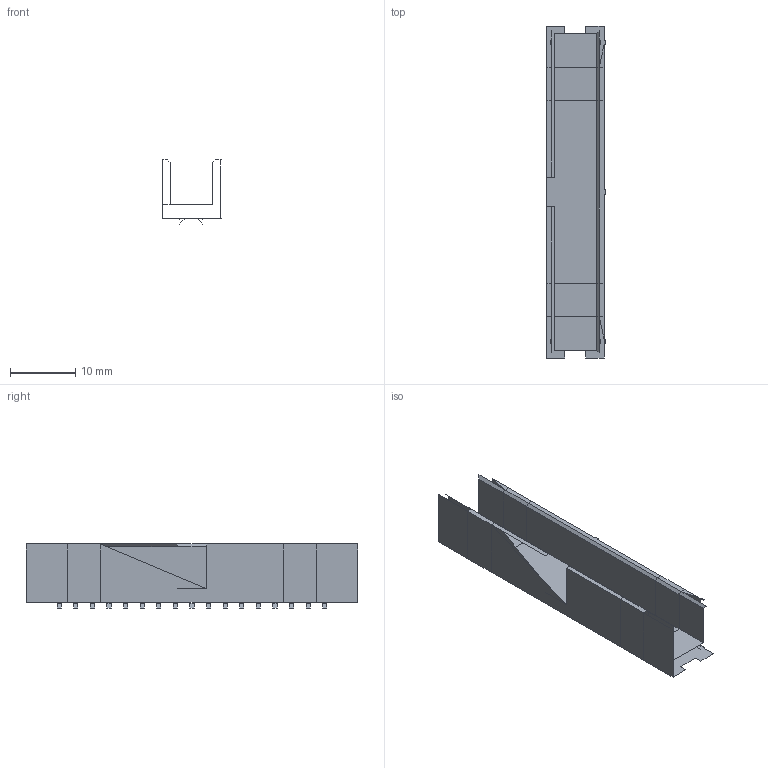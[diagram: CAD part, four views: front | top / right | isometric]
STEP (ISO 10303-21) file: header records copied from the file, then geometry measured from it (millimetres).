
FILE_DESCRIPTION(/* description */ (''),/* implementation_level */ '2;1');
FILE_NAME(/* name */ 'idc2x17_sm',/* time_stamp */ '2020-01-22T05:02:46-03:00',/* author */ (''),/* organization */ (''),/* preprocessor_version */ 'ST-DEVELOPER v10',/* originating_system */ '',/* authorisation */ '');
FILE_SCHEMA (('AUTOMOTIVE_DESIGN'));
Length unit declared in the file: millimetre
Products named in the file (1): 1
Bounding box: 9 x 50.8 x 9.8 mm (x, y, z)
Surface area: 3594.2 mm2 (no closed solid volume)
Topology: 0 solids, 727 shells, 727 faces, 3196 edges, 5226 vertices
Faces by surface type: plane 651, bspline 76
Entity records: 37853 total; most frequent: CARTESIAN_POINT 11976, B_SPLINE_CURVE_WITH_KNOTS 2790, COLOUR_RGB 2760, PRESENTATION_STYLE_ASSIGNMENT 2760, STYLED_ITEM 2760, CURVE_STYLE 2033, ORIENTED_EDGE 1163, EDGE_CURVE 1163
